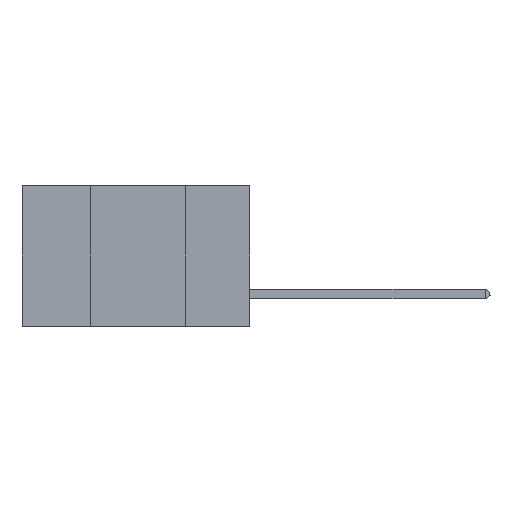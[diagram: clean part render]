
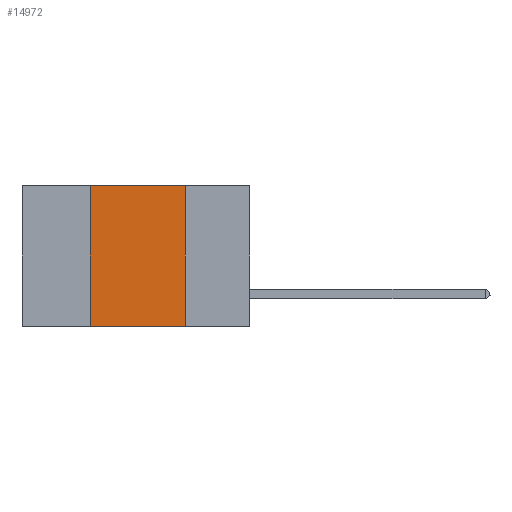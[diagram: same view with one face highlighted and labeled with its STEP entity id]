
A CAD part, left-side view. The second image highlights one B-rep face of the part: STEP entity #14972.
In plain terms, the highlighted planar face has unit normal (-1, 0, 0).
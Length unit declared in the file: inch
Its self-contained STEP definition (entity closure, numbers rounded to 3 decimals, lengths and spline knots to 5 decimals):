
#514 = VECTOR ( 'NONE', #26918, 39.37008 ) ;
#1294 = FACE_OUTER_BOUND ( 'NONE', #7701, .T. ) ;
#2126 = EDGE_CURVE ( 'NONE', #26909, #26763, #17792, .T. ) ;
#4512 = DIRECTION ( 'NONE',  ( 1., 0., 0. ) ) ;
#4761 = EDGE_CURVE ( 'NONE', #16099, #17659, #14994, .T. ) ;
#4856 = VECTOR ( 'NONE', #25178, 39.37008 ) ;
#5936 = ORIENTED_EDGE ( 'NONE', *, *, #15496, .T. ) ;
#6555 = VECTOR ( 'NONE', #15705, 39.37008 ) ;
#6690 = LINE ( 'NONE', #24664, #514 ) ;
#7701 = EDGE_LOOP ( 'NONE', ( #23095, #16967, #31628, #5936 ) ) ;
#9243 = CARTESIAN_POINT ( 'NONE',  ( 0., 0.17, 0. ) ) ;
#10632 = CARTESIAN_POINT ( 'NONE',  ( 0., 0.6, 0. ) ) ;
#12018 = PLANE ( 'NONE',  #12659 ) ;
#12659 = AXIS2_PLACEMENT_3D ( 'NONE', #14361, #4512, #29130 ) ;
#13505 = VECTOR ( 'NONE', #26661, 39.37008 ) ;
#14361 = CARTESIAN_POINT ( 'NONE',  ( 0., 0.6, 0. ) ) ;
#14595 = LINE ( 'NONE', #10632, #6555 ) ;
#14972 = ADVANCED_FACE ( 'NONE', ( #1294 ), #12018, .F. ) ;
#14994 = LINE ( 'NONE', #9243, #13505 ) ;
#15496 = EDGE_CURVE ( 'NONE', #26909, #17659, #6690, .T. ) ;
#15705 = DIRECTION ( 'NONE',  ( 0., -1., 0. ) ) ;
#16099 = VERTEX_POINT ( 'NONE', #22301 ) ;
#16967 = ORIENTED_EDGE ( 'NONE', *, *, #21962, .F. ) ;
#17659 = VERTEX_POINT ( 'NONE', #26285 ) ;
#17792 = LINE ( 'NONE', #27898, #4856 ) ;
#19102 = CARTESIAN_POINT ( 'NONE',  ( 0., 0.42, -0.37 ) ) ;
#21962 = EDGE_CURVE ( 'NONE', #26763, #16099, #14595, .T. ) ;
#22301 = CARTESIAN_POINT ( 'NONE',  ( 0., 0.17, 0. ) ) ;
#23095 = ORIENTED_EDGE ( 'NONE', *, *, #4761, .F. ) ;
#24664 = CARTESIAN_POINT ( 'NONE',  ( 0., 0.6, -0.37 ) ) ;
#25178 = DIRECTION ( 'NONE',  ( 0., 0., 1. ) ) ;
#26034 = CARTESIAN_POINT ( 'NONE',  ( 0., 0.42, 0. ) ) ;
#26285 = CARTESIAN_POINT ( 'NONE',  ( 0., 0.17, -0.37 ) ) ;
#26661 = DIRECTION ( 'NONE',  ( 0., 0., -1. ) ) ;
#26763 = VERTEX_POINT ( 'NONE', #26034 ) ;
#26909 = VERTEX_POINT ( 'NONE', #19102 ) ;
#26918 = DIRECTION ( 'NONE',  ( 0., -1., 0. ) ) ;
#27898 = CARTESIAN_POINT ( 'NONE',  ( 0., 0.42, 0. ) ) ;
#29130 = DIRECTION ( 'NONE',  ( 0., 0., -1. ) ) ;
#31628 = ORIENTED_EDGE ( 'NONE', *, *, #2126, .F. ) ;
